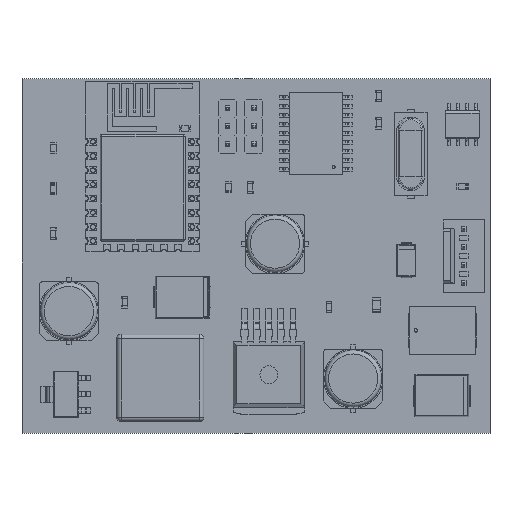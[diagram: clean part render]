
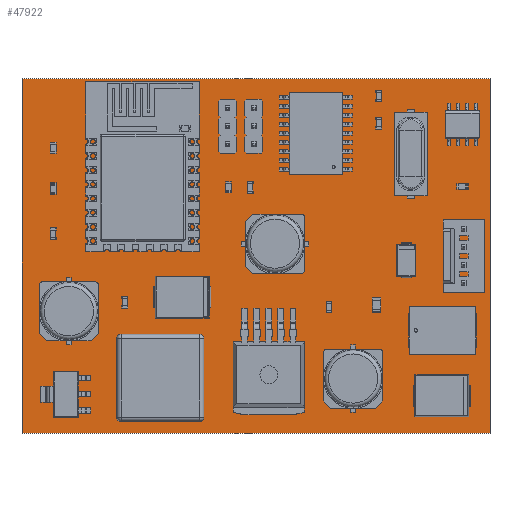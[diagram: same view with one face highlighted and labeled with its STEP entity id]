
A CAD part, top view. The second image highlights one B-rep face of the part: STEP entity #47922.
In plain terms, the highlighted planar face has unit normal (0, 0, 1).
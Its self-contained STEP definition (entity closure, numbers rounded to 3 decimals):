
#47678 = VERTEX_POINT('',#47679);
#47679 = CARTESIAN_POINT('',(36.,30.,1.6));
#47685 = EDGE_CURVE('',#47678,#47686,#47688,.T.);
#47686 = VERTEX_POINT('',#47687);
#47687 = CARTESIAN_POINT('',(-30.,30.,1.6));
#47688 = LINE('',#47689,#47690);
#47689 = CARTESIAN_POINT('',(36.,30.,1.6));
#47690 = VECTOR('',#47691,1.);
#47691 = DIRECTION('',(-1.,0.,0.));
#47718 = VERTEX_POINT('',#47719);
#47719 = CARTESIAN_POINT('',(36.,80.,1.6));
#47725 = EDGE_CURVE('',#47718,#47678,#47726,.T.);
#47726 = LINE('',#47727,#47728);
#47727 = CARTESIAN_POINT('',(36.,80.,1.6));
#47728 = VECTOR('',#47729,1.);
#47729 = DIRECTION('',(0.,-1.,0.));
#47747 = EDGE_CURVE('',#47686,#47748,#47750,.T.);
#47748 = VERTEX_POINT('',#47749);
#47749 = CARTESIAN_POINT('',(-30.,80.,1.6));
#47750 = LINE('',#47751,#47752);
#47751 = CARTESIAN_POINT('',(-30.,30.,1.6));
#47752 = VECTOR('',#47753,1.);
#47753 = DIRECTION('',(0.,1.,0.));
#47922 = ADVANCED_FACE('',(#47923,#47934,#47945,#47956,#47967,#47978,
    #47989,#48000,#48011,#48022,#48033,#48044,#48055),#48066,.T.);
#47923 = FACE_BOUND('',#47924,.T.);
#47924 = EDGE_LOOP('',(#47925,#47926,#47927,#47933));
#47925 = ORIENTED_EDGE('',*,*,#47685,.F.);
#47926 = ORIENTED_EDGE('',*,*,#47725,.F.);
#47927 = ORIENTED_EDGE('',*,*,#47928,.F.);
#47928 = EDGE_CURVE('',#47748,#47718,#47929,.T.);
#47929 = LINE('',#47930,#47931);
#47930 = CARTESIAN_POINT('',(-30.,80.,1.6));
#47931 = VECTOR('',#47932,1.);
#47932 = DIRECTION('',(1.,0.,0.));
#47933 = ORIENTED_EDGE('',*,*,#47747,.F.);
#47934 = FACE_BOUND('',#47935,.T.);
#47935 = EDGE_LOOP('',(#47936));
#47936 = ORIENTED_EDGE('',*,*,#47937,.T.);
#47937 = EDGE_CURVE('',#47938,#47938,#47940,.T.);
#47938 = VERTEX_POINT('',#47939);
#47939 = CARTESIAN_POINT('',(32.3,50.585,1.6));
#47940 = CIRCLE('',#47941,0.595);
#47941 = AXIS2_PLACEMENT_3D('',#47942,#47943,#47944);
#47942 = CARTESIAN_POINT('',(32.3,51.18,1.6));
#47943 = DIRECTION('',(-0.,0.,-1.));
#47944 = DIRECTION('',(-0.,-1.,0.));
#47945 = FACE_BOUND('',#47946,.T.);
#47946 = EDGE_LOOP('',(#47947));
#47947 = ORIENTED_EDGE('',*,*,#47948,.T.);
#47948 = EDGE_CURVE('',#47949,#47949,#47951,.T.);
#47949 = VERTEX_POINT('',#47950);
#47950 = CARTESIAN_POINT('',(32.3,53.125,1.6));
#47951 = CIRCLE('',#47952,0.595);
#47952 = AXIS2_PLACEMENT_3D('',#47953,#47954,#47955);
#47953 = CARTESIAN_POINT('',(32.3,53.72,1.6));
#47954 = DIRECTION('',(-0.,0.,-1.));
#47955 = DIRECTION('',(-0.,-1.,0.));
#47956 = FACE_BOUND('',#47957,.T.);
#47957 = EDGE_LOOP('',(#47958));
#47958 = ORIENTED_EDGE('',*,*,#47959,.T.);
#47959 = EDGE_CURVE('',#47960,#47960,#47962,.T.);
#47960 = VERTEX_POINT('',#47961);
#47961 = CARTESIAN_POINT('',(32.3,55.665,1.6));
#47962 = CIRCLE('',#47963,0.595);
#47963 = AXIS2_PLACEMENT_3D('',#47964,#47965,#47966);
#47964 = CARTESIAN_POINT('',(32.3,56.26,1.6));
#47965 = DIRECTION('',(-0.,0.,-1.));
#47966 = DIRECTION('',(-0.,-1.,0.));
#47967 = FACE_BOUND('',#47968,.T.);
#47968 = EDGE_LOOP('',(#47969));
#47969 = ORIENTED_EDGE('',*,*,#47970,.T.);
#47970 = EDGE_CURVE('',#47971,#47971,#47973,.T.);
#47971 = VERTEX_POINT('',#47972);
#47972 = CARTESIAN_POINT('',(32.3,58.205,1.6));
#47973 = CIRCLE('',#47974,0.595);
#47974 = AXIS2_PLACEMENT_3D('',#47975,#47976,#47977);
#47975 = CARTESIAN_POINT('',(32.3,58.8,1.6));
#47976 = DIRECTION('',(-0.,0.,-1.));
#47977 = DIRECTION('',(-0.,-1.,0.));
#47978 = FACE_BOUND('',#47979,.T.);
#47979 = EDGE_LOOP('',(#47980));
#47980 = ORIENTED_EDGE('',*,*,#47981,.T.);
#47981 = EDGE_CURVE('',#47982,#47982,#47984,.T.);
#47982 = VERTEX_POINT('',#47983);
#47983 = CARTESIAN_POINT('',(-1.,70.245,1.6));
#47984 = CIRCLE('',#47985,0.5);
#47985 = AXIS2_PLACEMENT_3D('',#47986,#47987,#47988);
#47986 = CARTESIAN_POINT('',(-1.,70.745,1.6));
#47987 = DIRECTION('',(-0.,0.,-1.));
#47988 = DIRECTION('',(-0.,-1.,0.));
#47989 = FACE_BOUND('',#47990,.T.);
#47990 = EDGE_LOOP('',(#47991));
#47991 = ORIENTED_EDGE('',*,*,#47992,.T.);
#47992 = EDGE_CURVE('',#47993,#47993,#47995,.T.);
#47993 = VERTEX_POINT('',#47994);
#47994 = CARTESIAN_POINT('',(2.7,70.245,1.6));
#47995 = CIRCLE('',#47996,0.5);
#47996 = AXIS2_PLACEMENT_3D('',#47997,#47998,#47999);
#47997 = CARTESIAN_POINT('',(2.7,70.745,1.6));
#47998 = DIRECTION('',(-0.,0.,-1.));
#47999 = DIRECTION('',(-0.,-1.,0.));
#48000 = FACE_BOUND('',#48001,.T.);
#48001 = EDGE_LOOP('',(#48002));
#48002 = ORIENTED_EDGE('',*,*,#48003,.T.);
#48003 = EDGE_CURVE('',#48004,#48004,#48006,.T.);
#48004 = VERTEX_POINT('',#48005);
#48005 = CARTESIAN_POINT('',(-1.,72.785,1.6));
#48006 = CIRCLE('',#48007,0.5);
#48007 = AXIS2_PLACEMENT_3D('',#48008,#48009,#48010);
#48008 = CARTESIAN_POINT('',(-1.,73.285,1.6));
#48009 = DIRECTION('',(-0.,0.,-1.));
#48010 = DIRECTION('',(-0.,-1.,0.));
#48011 = FACE_BOUND('',#48012,.T.);
#48012 = EDGE_LOOP('',(#48013));
#48013 = ORIENTED_EDGE('',*,*,#48014,.T.);
#48014 = EDGE_CURVE('',#48015,#48015,#48017,.T.);
#48015 = VERTEX_POINT('',#48016);
#48016 = CARTESIAN_POINT('',(2.7,72.785,1.6));
#48017 = CIRCLE('',#48018,0.5);
#48018 = AXIS2_PLACEMENT_3D('',#48019,#48020,#48021);
#48019 = CARTESIAN_POINT('',(2.7,73.285,1.6));
#48020 = DIRECTION('',(-0.,0.,-1.));
#48021 = DIRECTION('',(-0.,-1.,0.));
#48022 = FACE_BOUND('',#48023,.T.);
#48023 = EDGE_LOOP('',(#48024));
#48024 = ORIENTED_EDGE('',*,*,#48025,.T.);
#48025 = EDGE_CURVE('',#48026,#48026,#48028,.T.);
#48026 = VERTEX_POINT('',#48027);
#48027 = CARTESIAN_POINT('',(-1.,75.325,1.6));
#48028 = CIRCLE('',#48029,0.5);
#48029 = AXIS2_PLACEMENT_3D('',#48030,#48031,#48032);
#48030 = CARTESIAN_POINT('',(-1.,75.825,1.6));
#48031 = DIRECTION('',(-0.,0.,-1.));
#48032 = DIRECTION('',(-0.,-1.,0.));
#48033 = FACE_BOUND('',#48034,.T.);
#48034 = EDGE_LOOP('',(#48035));
#48035 = ORIENTED_EDGE('',*,*,#48036,.T.);
#48036 = EDGE_CURVE('',#48037,#48037,#48039,.T.);
#48037 = VERTEX_POINT('',#48038);
#48038 = CARTESIAN_POINT('',(2.7,75.325,1.6));
#48039 = CIRCLE('',#48040,0.5);
#48040 = AXIS2_PLACEMENT_3D('',#48041,#48042,#48043);
#48041 = CARTESIAN_POINT('',(2.7,75.825,1.6));
#48042 = DIRECTION('',(-0.,0.,-1.));
#48043 = DIRECTION('',(-0.,-1.,0.));
#48044 = FACE_BOUND('',#48045,.T.);
#48045 = EDGE_LOOP('',(#48046));
#48046 = ORIENTED_EDGE('',*,*,#48047,.T.);
#48047 = EDGE_CURVE('',#48048,#48048,#48050,.T.);
#48048 = VERTEX_POINT('',#48049);
#48049 = CARTESIAN_POINT('',(24.725,66.437,1.6));
#48050 = CIRCLE('',#48051,0.45);
#48051 = AXIS2_PLACEMENT_3D('',#48052,#48053,#48054);
#48052 = CARTESIAN_POINT('',(24.725,66.887,1.6));
#48053 = DIRECTION('',(-0.,0.,-1.));
#48054 = DIRECTION('',(-0.,-1.,0.));
#48055 = FACE_BOUND('',#48056,.T.);
#48056 = EDGE_LOOP('',(#48057));
#48057 = ORIENTED_EDGE('',*,*,#48058,.T.);
#48058 = EDGE_CURVE('',#48059,#48059,#48061,.T.);
#48059 = VERTEX_POINT('',#48060);
#48060 = CARTESIAN_POINT('',(24.725,71.313,1.6));
#48061 = CIRCLE('',#48062,0.45);
#48062 = AXIS2_PLACEMENT_3D('',#48063,#48064,#48065);
#48063 = CARTESIAN_POINT('',(24.725,71.763,1.6));
#48064 = DIRECTION('',(-0.,0.,-1.));
#48065 = DIRECTION('',(-0.,-1.,0.));
#48066 = PLANE('',#48067);
#48067 = AXIS2_PLACEMENT_3D('',#48068,#48069,#48070);
#48068 = CARTESIAN_POINT('',(0.,0.,1.6));
#48069 = DIRECTION('',(0.,0.,1.));
#48070 = DIRECTION('',(1.,0.,-0.));
